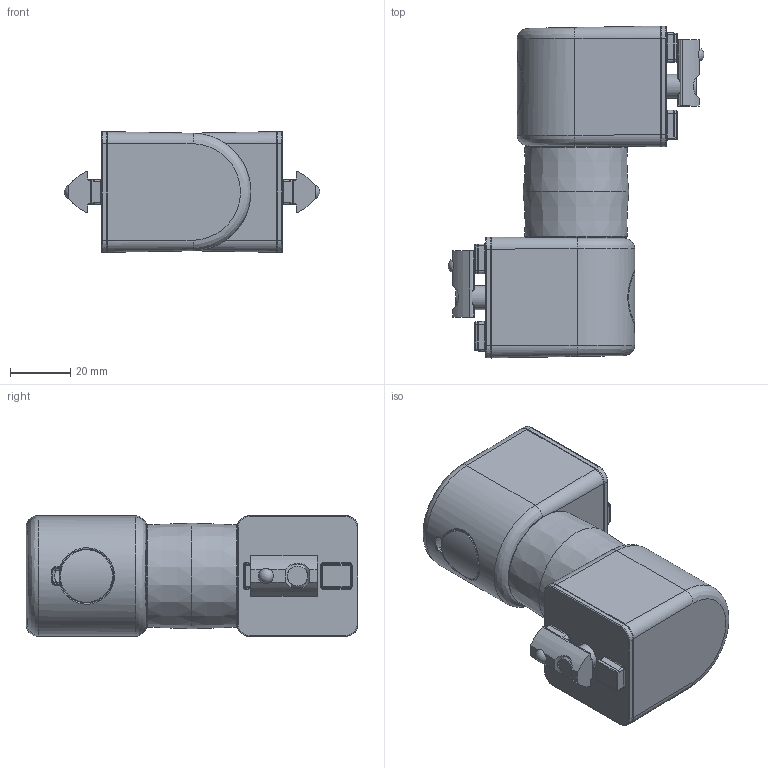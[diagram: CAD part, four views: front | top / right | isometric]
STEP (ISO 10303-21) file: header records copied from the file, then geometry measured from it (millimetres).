
FILE_DESCRIPTION(/* description */ ('KriTec Friktionsgelenk 8 Standardgelenk 15 Nm'),/* implementation_level */ '2;1');
FILE_NAME(/* name */ '13513_KriTec_Friktionsgelenk_8_Standardgelenk_15_Nm.stp',/* time_stamp */ '2019-10-18T10:42:26+02:00',/* author */ ('jendrek'),/* organization */ (''),/* preprocessor_version */ 'ST-DEVELOPER v17',/* originating_system */ 'Autodesk Inventor 2018',/* authorisation */ '');
FILE_SCHEMA (('AUTOMOTIVE_DESIGN { 1 0 10303 214 3 1 1 }'));
Products named in the file (18): 13513; 061FG___R01-A-TAB_061FG40LR01; 061FG___R06-A-TAB_061FG40LR06; 061FG4_R08-A-TAB_061FG40R08; cap screw ISO 4762 M8x45 - 8.8 vz_ISO 4762 M8 ; SCHNORR-Sicherungsscheibe VS 8 FST_093150 - zusammengedrckt; 061FGR09; 061FG4_N__R0_-A-TAB_061FG40N08R03; 09602_-A-TAB_096028-102390; 09602_R01_-A-TAB_096028R01; 340me023_340ME023; 340me007_340ME007; 061FG_R01-A-TAB_061FGLR01; 061FGR0_-A-TAB_061FGR02; 061FGR0_-A-TAB_061FGR03; Hexagon head bolt ISO 4017 M6x16 - 12.9_ISO 4017 - M6; 061FGR04_061FGR04; 061FGR05_061FGR05
Assembly tree (28 placements, depth 3):
  13513
    061FG___R01-A-TAB_061FG40LR01  x2
    061FG___R06-A-TAB_061FG40LR06  x2
    061FG4_R08-A-TAB_061FG40R08
    cap screw ISO 4762 M8x45 - 8.8 vz_ISO 4762 M8   x2
    SCHNORR-Sicherungsscheibe VS 8 FST_093150 - zusammengedrckt  x2
    061FGR09  x2
    061FG4_N__R0_-A-TAB_061FG40N08R03  x2
    09602_-A-TAB_096028-102390  x2
      09602_R01_-A-TAB_096028R01
      340me023_340ME023
      340me007_340ME007
    061FG_R01-A-TAB_061FGLR01
      061FGR0_-A-TAB_061FGR02
      061FGR0_-A-TAB_061FGR03
      Hexagon head bolt ISO 4017 M6x16 - 12.9_ISO 4017 - M6
      061FGR04_061FGR04
      061FGR05_061FGR05  x5
Bounding box: 84.76 x 110 x 40 mm (x, y, z)
Volume: 144716.3 mm3; surface area: 82750.1 mm2
Topology: 28 solids, 28 shells, 2755 faces, 6799 edges, 3981 vertices
Faces by surface type: bspline 980, cylinder 868, plane 515, cone 208, torus 126, sphere 58
Full cylindrical faces by diameter (mm): 5 x1, 5.05 x2, 6 x1, 6.6 x1, 6.8 x2, 8 x2, 8.4 x2, 9 x2, 10 x3, 13 x4, 13.2 x1, 14 x1, 14.2 x1, 14.4 x1, 14.5 x1, 15 x2, 18 x1, 21.99 x1, 22 x5, 28 x4
Entity records: 69084 total; most frequent: CARTESIAN_POINT 35517, ORIENTED_EDGE 7396, DIRECTION 6622, EDGE_CURVE 3698, AXIS2_PLACEMENT_3D 2810, VERTEX_POINT 2226, EDGE_LOOP 1566, FACE_OUTER_BOUND 1518
